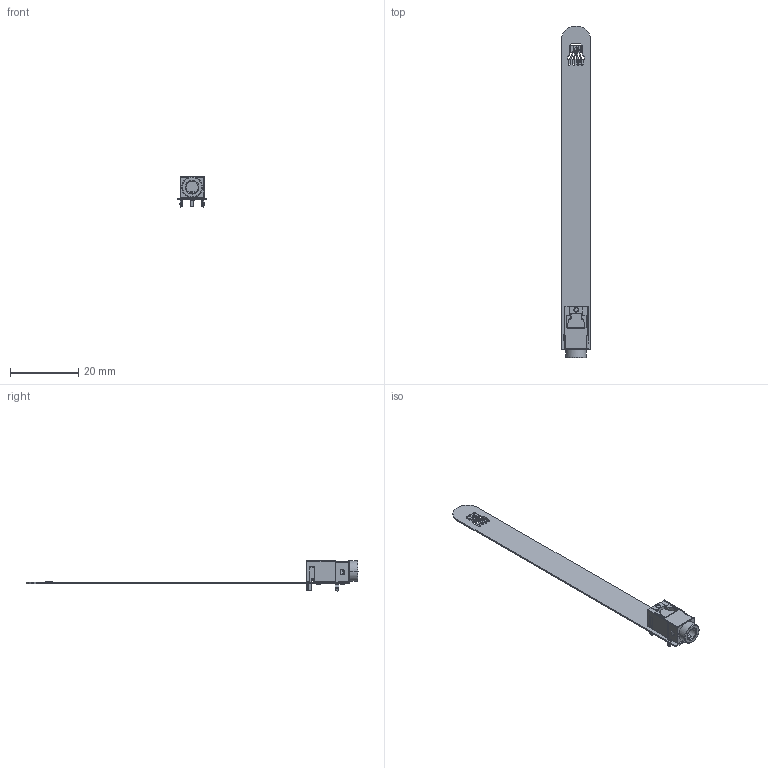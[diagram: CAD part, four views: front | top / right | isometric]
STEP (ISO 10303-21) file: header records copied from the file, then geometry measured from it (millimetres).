
FILE_DESCRIPTION(('Open CASCADE Model'),'2;1');
FILE_NAME('Open CASCADE Shape Model','2023-10-30T16:41:51',('Author'),( 'Open CASCADE'),'Open CASCADE STEP processor 7.5','Open CASCADE 7.5' ,'Unknown');
FILE_SCHEMA(('AUTOMOTIVE_DESIGN { 1 0 10303 214 1 1 1 1 }'));
Length unit declared in the file: millimetre
Products named in the file (7): PCB; Board; Open CASCADE STEP translator 7.5 6.1.1; U1; short; P1; FC68125
Assembly tree (6 placements, depth 3):
  PCB
    Board
      Open CASCADE STEP translator 7.5 6.1.1
    U1
      short
    P1
      FC68125
Bounding box: 8.6 x 97.38 x 8.8 mm (x, y, z)
Volume: 768.2 mm3; surface area: 2397 mm2
Topology: 5 solids, 5 shells, 596 faces, 1539 edges, 948 vertices
Faces by surface type: plane 331, cylinder 177, torus 45, bspline 32, sphere 11
Full cylindrical faces by diameter (mm): 1.2 x2
Entity records: 20143 total; most frequent: CARTESIAN_POINT 4798, ORIENTED_EDGE 3028, DIRECTION 2918, EDGE_CURVE 1514, LINE 1066, VECTOR 1066, VERTEX_POINT 948, AXIS2_PLACEMENT_3D 926
